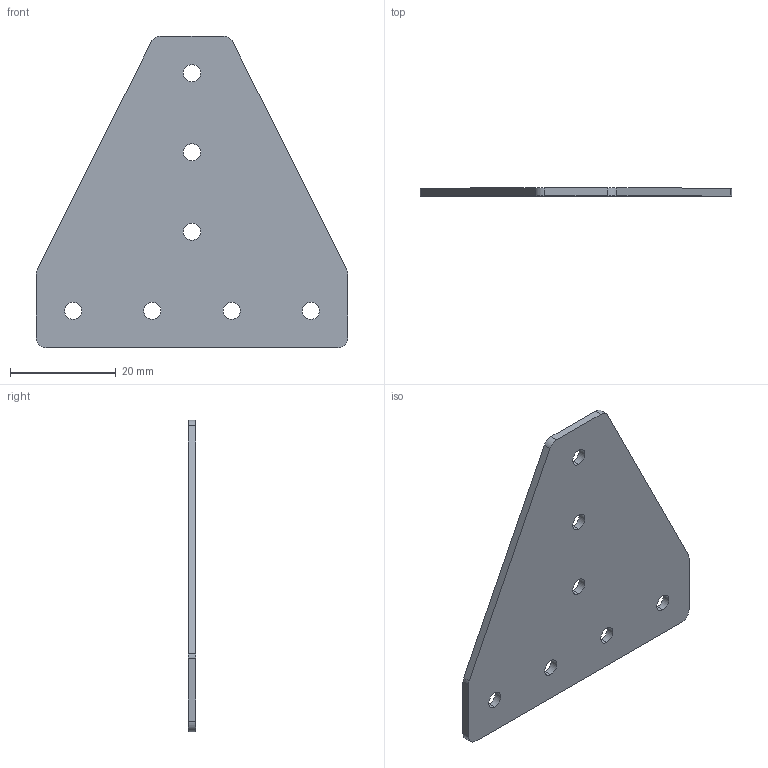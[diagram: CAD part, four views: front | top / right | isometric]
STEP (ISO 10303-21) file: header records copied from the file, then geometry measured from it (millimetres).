
FILE_DESCRIPTION (( 'STEP AP214' ), '1' );
FILE_NAME ('S16 Ò-ñîåäèíèòåëü 60x60.STEP', '2019-11-15T11:45:45', ( 'Windows User' ), ( '' ), 'SwSTEP 2.0', 'SolidWorks 2019', '' );
FILE_SCHEMA (( 'AUTOMOTIVE_DESIGN' ));
Length unit declared in the file: millimetre
Products named in the file (1): S16 Ò-ñîåäèíèòåëü 60x60
Bounding box: 59 x 1.5 x 59 mm (x, y, z)
Volume: 3637.9 mm3; surface area: 5257.2 mm2
Topology: 1 solids, 1 shells, 28 faces, 78 edges, 52 vertices
Faces by surface type: cylinder 20, plane 8
Entity records: 984 total; most frequent: DIRECTION 176, CARTESIAN_POINT 159, ORIENTED_EDGE 156, EDGE_CURVE 78, AXIS2_PLACEMENT_3D 69, VERTEX_POINT 52, EDGE_LOOP 42, CIRCLE 40
